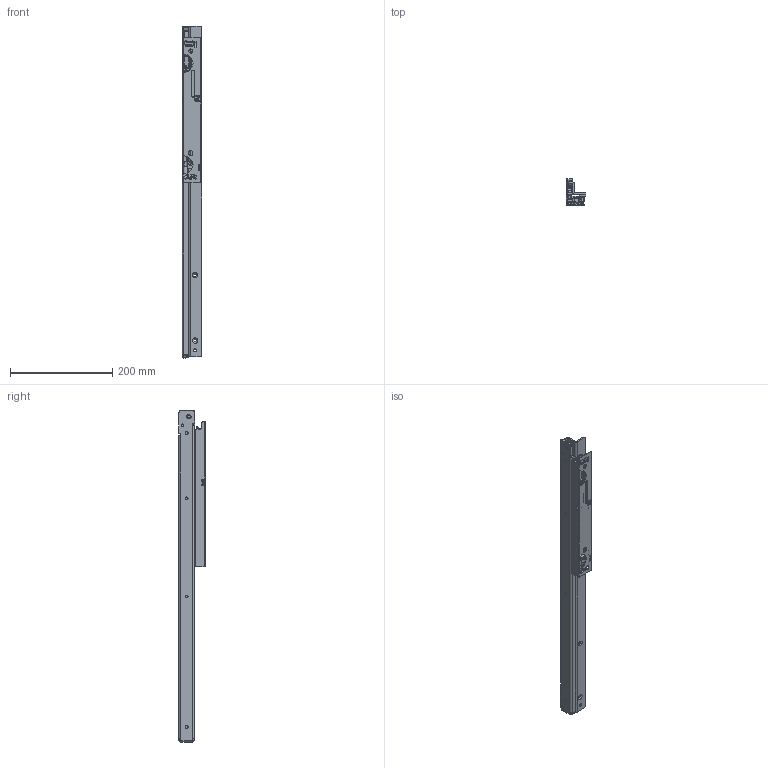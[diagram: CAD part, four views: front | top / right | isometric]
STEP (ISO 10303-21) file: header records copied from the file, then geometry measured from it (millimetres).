
FILE_DESCRIPTION (( 'STEP AP214' ), '1' );
FILE_NAME ('FR_206.0650mm_26inch_ECD_closed_left.STEP', '2022-11-15T12:22:55', ( '' ), ( '' ), 'SwSTEP 2.0', 'SolidWorks 2020', '' );
FILE_SCHEMA (( 'AUTOMOTIVE_DESIGN' ));
Length unit declared in the file: millimetre
Products named in the file (10): SM-022_geschlossen 1mm vor Endposition; AG-041; 206.XXX-01.A014_650mm; FR_206.0650mm_26inch_ECD_closed_left; 206.XXX-01.L529.li_NL 650 Var. 1 eingefahren; 206.XXX-03.S180_650mm; SE-043; 206.XXX-03.L529.li_NL 650 Var. 1; SE-055; 875.01-142
Assembly tree (9 placements, depth 4):
  FR_206.0650mm_26inch_ECD_closed_left
    206.XXX-01.L529.li_NL 650 Var. 1 eingefahren
      206.XXX-01.A014_650mm
      AG-041
      SM-022_geschlossen 1mm vor Endposition
        SE-043
      875.01-142
    206.XXX-03.L529.li_NL 650 Var. 1
      206.XXX-03.S180_650mm
      SE-055
Bounding box: 38.5 x 51.5 x 650 mm (x, y, z)
Volume: 248936.3 mm3; surface area: 206104.7 mm2
Topology: 6 solids, 6 shells, 2115 faces, 5416 edges, 3248 vertices
Faces by surface type: cylinder 812, plane 791, torus 173, bspline 161, sphere 129, cone 49
Entity records: 71820 total; most frequent: CARTESIAN_POINT 21458, ORIENTED_EDGE 10594, DIRECTION 10439, EDGE_CURVE 5297, AXIS2_PLACEMENT_3D 3766, VERTEX_POINT 3233, VECTOR 2907, LINE 2907
